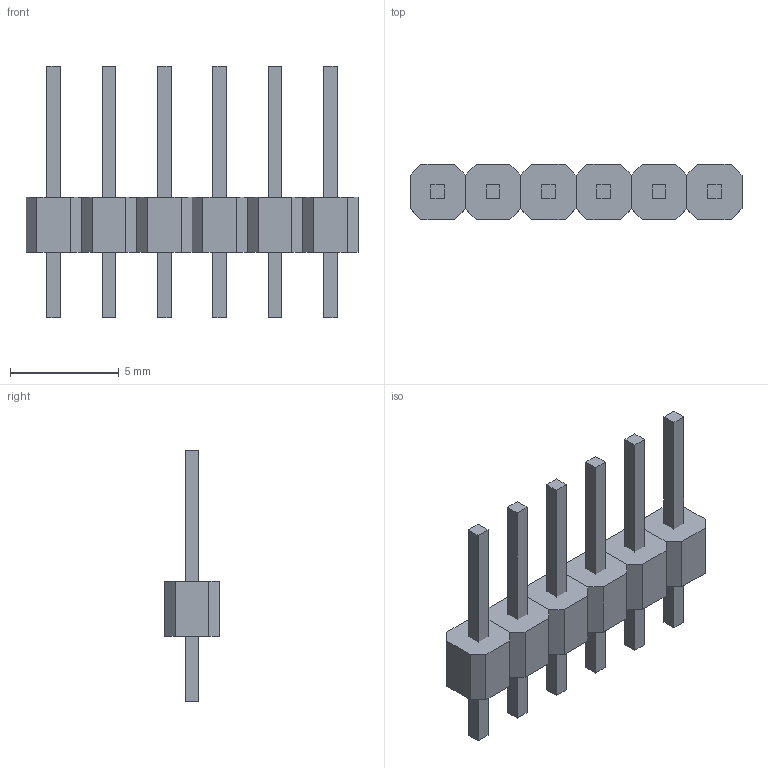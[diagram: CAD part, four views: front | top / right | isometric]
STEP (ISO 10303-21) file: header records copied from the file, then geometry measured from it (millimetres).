
FILE_DESCRIPTION (( 'STEP AP214' ), '1' );
FILE_NAME ('1001-6.STEP', '2008-07-31T12:23:18', ( 'j' ), ( '' ), 'SwSTEP 2.0', 'SolidWorks 2004231', '' );
FILE_SCHEMA (( 'AUTOMOTIVE_DESIGN' ));
Length unit declared in the file: millimetre
Products named in the file (1): 1001-6
Bounding box: 15.24 x 2.54 x 11.54 mm (x, y, z)
Volume: 119.1 mm3; surface area: 390.6 mm2
Topology: 12 solids, 12 shells, 96 faces, 216 edges, 144 vertices
Faces by surface type: plane 96
Entity records: 3402 total; most frequent: CARTESIAN_POINT 457, ORIENTED_EDGE 432, DIRECTION 410, EDGE_CURVE 216, LINE 216, VECTOR 216, VERTEX_POINT 144, AXIS2_PLACEMENT_3D 97
